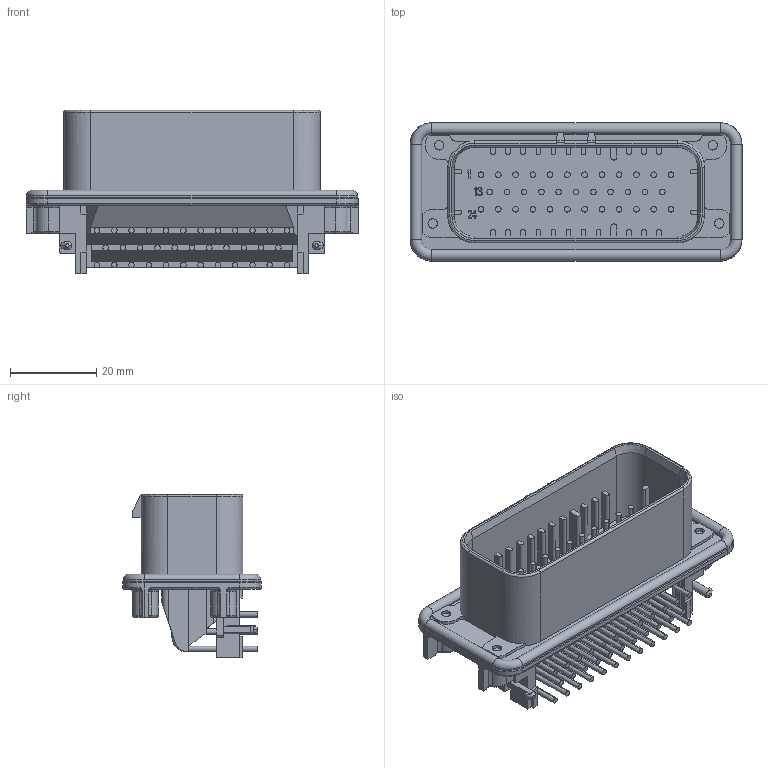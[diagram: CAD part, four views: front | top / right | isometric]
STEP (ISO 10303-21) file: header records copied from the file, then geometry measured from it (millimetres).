
FILE_DESCRIPTION((''),'2;1');
FILE_NAME('C-1-776163-4','2018-01-31T',('workeradm'),('TE Connectivity Ltd.'),'CREO PARAMETRIC BY PTC INC, 2016050','CREO PARAMETRIC BY PTC INC, 2016050','');
FILE_SCHEMA(('AUTOMOTIVE_DESIGN { 1 0 10303 214 1 1 1 1 }'));
Length unit declared in the file: millimetre
Products named in the file (1): C-1-776163-4
Bounding box: 76.9 x 32.1 x 37.8 mm (x, y, z)
Volume: 20318.2 mm3; surface area: 17920.2 mm2
Topology: 1 solids, 1 shells, 777 faces, 1968 edges, 1278 vertices
Faces by surface type: plane 415, cylinder 290, torus 55, bspline 9, cone 8
Entity records: 25043 total; most frequent: CARTESIAN_POINT 5938, DIRECTION 4012, ORIENTED_EDGE 3936, EDGE_CURVE 1968, AXIS2_PLACEMENT_3D 1388, VERTEX_POINT 1278, VECTOR 1236, LINE 1236
